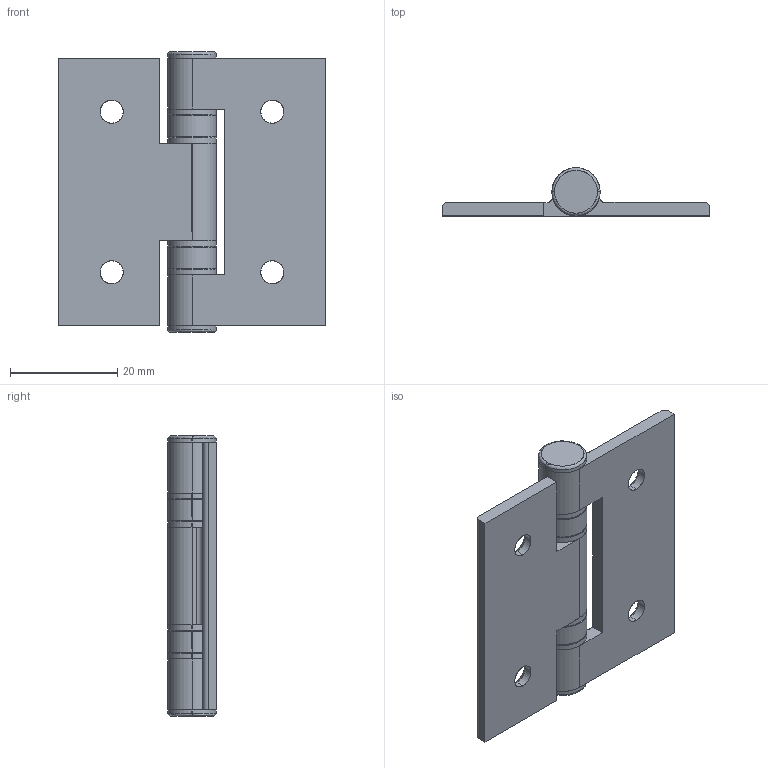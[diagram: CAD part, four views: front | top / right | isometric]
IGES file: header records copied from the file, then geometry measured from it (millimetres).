
Start section: SolidWorks IGES file using analytic representation for surfaces
Global section: file name: B-214-5.IGS,15; native system: HSolidWorks 2011; preprocessor: SolidWorks 2011; author: Pub70; date: 111011.114117; units: millimetre
Bounding box: 50 x 9 x 52.4 mm (x, y, z)
Surface area: 8734.5 mm2 (no closed solid volume)
Topology: 0 solids, 0 shells, 181 faces, 3156 edges, 3156 vertices
Faces by surface type: revolution 104, bspline 77
